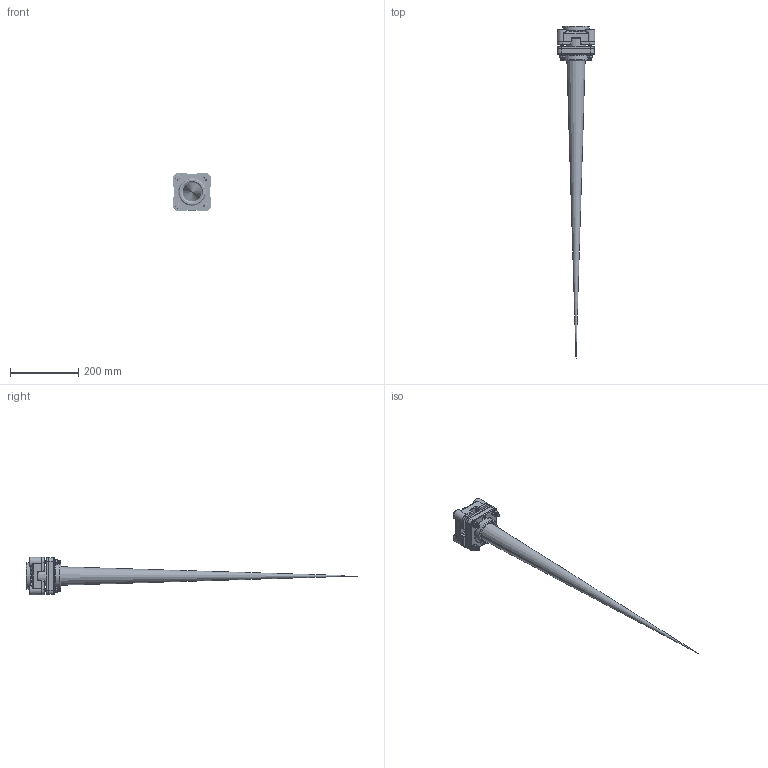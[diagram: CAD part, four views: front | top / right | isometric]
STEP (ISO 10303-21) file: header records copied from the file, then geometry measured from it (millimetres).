
FILE_DESCRIPTION(/* description */ ('2" FP THREAD FLANGE, W/ 3" ALL-THREAD BOLTS'),/* implementation_level */ '2;1');
FILE_NAME(/* name */ 'BF223BD.stp',/* time_stamp */ '2020-04-21T10:59:11-04:00',/* author */ ('ETQ'),/* organization */ (''),/* preprocessor_version */ 'ST-DEVELOPER v17.2',/* originating_system */ 'Autodesk Inventor 2019',/* authorisation */ '');
FILE_SCHEMA (('AUTOMOTIVE_DESIGN { 1 0 10303 214 3 1 1 }'));
Length unit declared in the file: inch
Products named in the file (11): BF223BD; BF221BD; BF220GFE; BF220GE; BF308; BF304A; V20018; V20019; BF256; VX25356; VL1004
Assembly tree (25 placements, depth 3):
  BF223BD
    BF221BD
    BF220GFE  x4
    BF220GE
    BF308  x4
    BF304A  x4
    V20018  x4
    V20019  x4
    BF256
      VX25356
    VL1004
Bounding box: 109.93 x 970.58 x 109.94 mm (x, y, z)
Volume: 568910.8 mm3; surface area: 341703.2 mm2
Topology: 24 solids, 24 shells, 1928 faces, 5150 edges, 3287 vertices
Faces by surface type: cylinder 689, cone 578, plane 414, bspline 141, torus 78, sphere 28
Full cylindrical faces by diameter (mm): 8.236 x188, 9.525 x188, 9.652 x4, 10.414 x4, 11.125 x4, 18.288 x4, 18.847 x8, 18.923 x4, 28.575 x4, 50.8 x3, 66.548 x1, 76.2 x2
Entity records: 41645 total; most frequent: CARTESIAN_POINT 18172, ORIENTED_EDGE 5030, DIRECTION 4463, EDGE_CURVE 2515, AXIS2_PLACEMENT_3D 1655, VERTEX_POINT 1599, LINE 1153, VECTOR 1153
